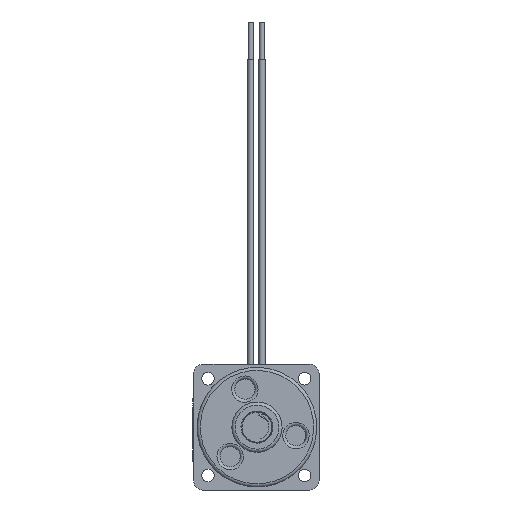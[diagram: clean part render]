
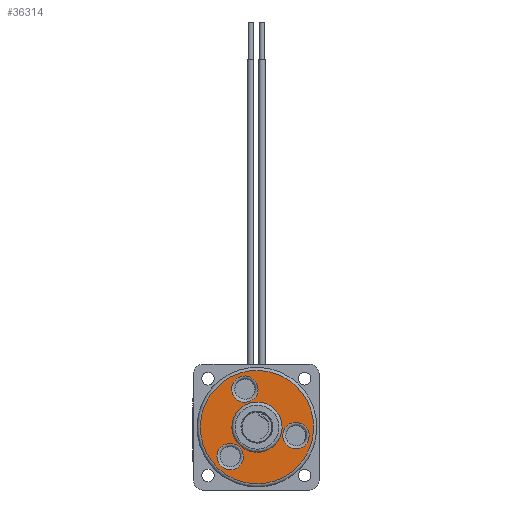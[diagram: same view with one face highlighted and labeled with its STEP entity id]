
A CAD part, front view. The second image highlights one B-rep face of the part: STEP entity #36314.
In plain terms, the highlighted face is planar.
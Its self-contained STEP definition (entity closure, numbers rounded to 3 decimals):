
#8374=PLANE('',#39778);
#9509=FACE_BOUND('',#13461,.T.);
#9510=FACE_BOUND('',#13462,.T.);
#9511=FACE_BOUND('',#13463,.T.);
#9512=FACE_BOUND('',#13464,.T.);
#11399=FACE_OUTER_BOUND('',#13460,.T.);
#13460=EDGE_LOOP('',(#34394));
#13461=EDGE_LOOP('',(#34395));
#13462=EDGE_LOOP('',(#34396));
#13463=EDGE_LOOP('',(#34397));
#13464=EDGE_LOOP('',(#34398));
#15076=CIRCLE('',#39779,9.025);
#15077=CIRCLE('',#39780,4.);
#15078=CIRCLE('',#39781,2.1);
#15079=CIRCLE('',#39782,2.1);
#15080=CIRCLE('',#39783,2.1);
#18631=VERTEX_POINT('',#71443);
#18632=VERTEX_POINT('',#71445);
#18633=VERTEX_POINT('',#71447);
#18634=VERTEX_POINT('',#71449);
#18635=VERTEX_POINT('',#71451);
#23893=EDGE_CURVE('',#18631,#18631,#15076,.T.);
#23894=EDGE_CURVE('',#18632,#18632,#15077,.T.);
#23895=EDGE_CURVE('',#18633,#18633,#15078,.F.);
#23896=EDGE_CURVE('',#18634,#18634,#15079,.F.);
#23897=EDGE_CURVE('',#18635,#18635,#15080,.F.);
#34394=ORIENTED_EDGE('',*,*,#23893,.T.);
#34395=ORIENTED_EDGE('',*,*,#23894,.F.);
#34396=ORIENTED_EDGE('',*,*,#23895,.T.);
#34397=ORIENTED_EDGE('',*,*,#23896,.T.);
#34398=ORIENTED_EDGE('',*,*,#23897,.T.);
#36314=ADVANCED_FACE('',(#11399,#9509,#9510,#9511,#9512),#8374,.T.);
#39778=AXIS2_PLACEMENT_3D('',#71442,#50120,#50121);
#39779=AXIS2_PLACEMENT_3D('',#71444,#50122,#50123);
#39780=AXIS2_PLACEMENT_3D('',#71446,#50124,#50125);
#39781=AXIS2_PLACEMENT_3D('',#71448,#50126,#50127);
#39782=AXIS2_PLACEMENT_3D('',#71450,#50128,#50129);
#39783=AXIS2_PLACEMENT_3D('',#71452,#50130,#50131);
#50120=DIRECTION('center_axis',(0.,0.,1.));
#50121=DIRECTION('ref_axis',(1.,0.,0.));
#50122=DIRECTION('center_axis',(0.,0.,1.));
#50123=DIRECTION('ref_axis',(1.,0.,0.));
#50124=DIRECTION('center_axis',(0.,0.,1.));
#50125=DIRECTION('ref_axis',(1.,0.,0.));
#50126=DIRECTION('center_axis',(0.,0.,1.));
#50127=DIRECTION('ref_axis',(1.,0.,0.));
#50128=DIRECTION('center_axis',(0.,0.,1.));
#50129=DIRECTION('ref_axis',(1.,0.,0.));
#50130=DIRECTION('center_axis',(0.,0.,1.));
#50131=DIRECTION('ref_axis',(1.,0.,0.));
#71442=CARTESIAN_POINT('Origin',(0.,0.,3.3));
#71443=CARTESIAN_POINT('',(9.025,0.,3.3));
#71444=CARTESIAN_POINT('Origin',(0.,0.,3.3));
#71445=CARTESIAN_POINT('',(4.,0.,3.3));
#71446=CARTESIAN_POINT('Origin',(0.,0.,3.3));
#71447=CARTESIAN_POINT('',(7.599,-3.175,3.3));
#71448=CARTESIAN_POINT('Origin',(5.499,-3.175,3.3));
#71449=CARTESIAN_POINT('',(2.1,6.35,3.3));
#71450=CARTESIAN_POINT('Origin',(0.,6.35,3.3));
#71451=CARTESIAN_POINT('',(-3.399,-3.175,3.3));
#71452=CARTESIAN_POINT('Origin',(-5.499,-3.175,3.3));
